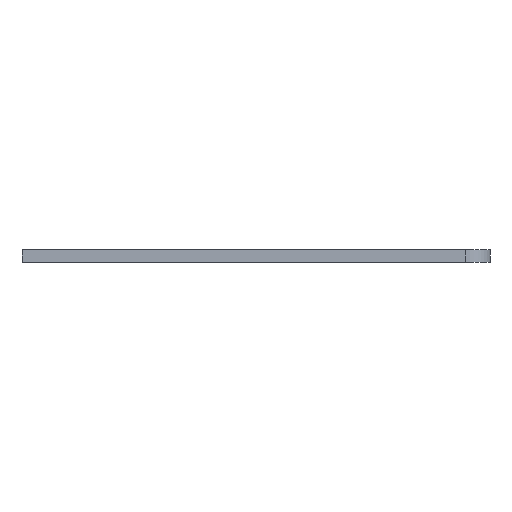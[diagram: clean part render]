
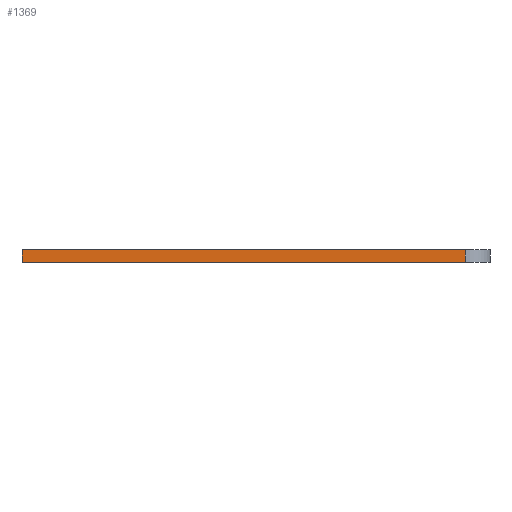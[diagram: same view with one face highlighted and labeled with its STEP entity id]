
A CAD part, front view. The second image highlights one B-rep face of the part: STEP entity #1369.
In plain terms, the highlighted planar face has unit normal (0, -1, 0).
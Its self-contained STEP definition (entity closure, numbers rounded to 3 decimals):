
#88=PLANE('',#1439);
#157=FACE_OUTER_BOUND('',#226,.T.);
#226=EDGE_LOOP('',(#1128,#1129,#1130,#1131));
#325=LINE('',#2624,#428);
#349=LINE('',#2687,#452);
#350=LINE('',#2689,#453);
#351=LINE('',#2690,#454);
#428=VECTOR('',#1590,10.);
#452=VECTOR('',#1650,10.);
#453=VECTOR('',#1653,10.);
#454=VECTOR('',#1654,10.);
#639=VERTEX_POINT('',#2620);
#641=VERTEX_POINT('',#2623);
#661=VERTEX_POINT('',#2683);
#662=VERTEX_POINT('',#2685);
#829=EDGE_CURVE('',#639,#641,#325,.T.);
#861=EDGE_CURVE('',#661,#662,#349,.T.);
#862=EDGE_CURVE('',#639,#661,#350,.T.);
#863=EDGE_CURVE('',#641,#662,#351,.T.);
#1128=ORIENTED_EDGE('',*,*,#862,.T.);
#1129=ORIENTED_EDGE('',*,*,#861,.T.);
#1130=ORIENTED_EDGE('',*,*,#863,.F.);
#1131=ORIENTED_EDGE('',*,*,#829,.F.);
#1369=ADVANCED_FACE('',(#157),#88,.T.);
#1439=AXIS2_PLACEMENT_3D('',#2688,#1651,#1652);
#1590=DIRECTION('',(0.,0.,1.));
#1650=DIRECTION('',(0.,0.,1.));
#1651=DIRECTION('center_axis',(0.,-1.,0.));
#1652=DIRECTION('ref_axis',(1.,0.,0.));
#1653=DIRECTION('',(1.,0.,0.));
#1654=DIRECTION('',(1.,0.,0.));
#2620=CARTESIAN_POINT('',(-38.,-75.,1.35));
#2623=CARTESIAN_POINT('',(-38.,-75.,2.35));
#2624=CARTESIAN_POINT('',(-38.,-75.,1.35));
#2683=CARTESIAN_POINT('',(-2.,-75.,1.35));
#2685=CARTESIAN_POINT('',(-2.,-75.,2.35));
#2687=CARTESIAN_POINT('',(-2.,-75.,1.35));
#2688=CARTESIAN_POINT('Origin',(-38.,-75.,1.35));
#2689=CARTESIAN_POINT('',(-38.,-75.,1.35));
#2690=CARTESIAN_POINT('',(-38.,-75.,2.35));
